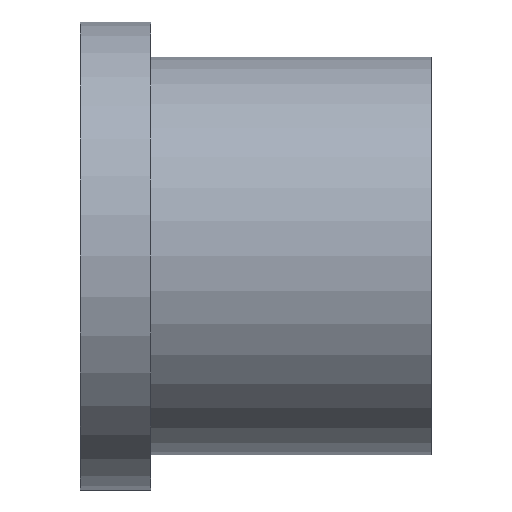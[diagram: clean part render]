
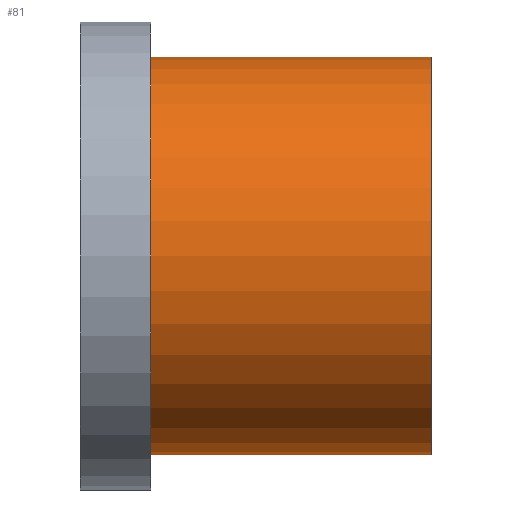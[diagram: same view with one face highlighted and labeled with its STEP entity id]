
A CAD part, front view. The second image highlights one B-rep face of the part: STEP entity #81.
In plain terms, the highlighted cylindrical face has radius 8.5 mm (diameter 17 mm), a partial arc.
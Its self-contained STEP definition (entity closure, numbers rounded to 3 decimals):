
#81 = ADVANCED_FACE ( 'NONE', ( #759 ), #1028, .T. ) ;
#295 = DIRECTION ( 'NONE',  ( 0., 0., 1. ) ) ;
#331 = EDGE_CURVE ( 'NONE', #492, #2350, #850, .T. ) ;
#340 = CARTESIAN_POINT ( 'NONE',  ( -36.703, 0., -8.5 ) ) ;
#492 = VERTEX_POINT ( 'NONE', #910 ) ;
#549 = AXIS2_PLACEMENT_3D ( 'NONE', #1456, #1021, #1246 ) ;
#637 = DIRECTION ( 'NONE',  ( 0., 0., 1. ) ) ;
#759 = FACE_OUTER_BOUND ( 'NONE', #2607, .T. ) ;
#850 = LINE ( 'NONE', #340, #1383 ) ;
#875 = VERTEX_POINT ( 'NONE', #3128 ) ;
#910 = CARTESIAN_POINT ( 'NONE',  ( 7.5, 0., -8.5 ) ) ;
#953 = CIRCLE ( 'NONE', #2732, 8.5 ) ;
#1021 = DIRECTION ( 'NONE',  ( -1., 0., 0. ) ) ;
#1028 = CYLINDRICAL_SURFACE ( 'NONE', #2595, 8.5 ) ;
#1133 = CARTESIAN_POINT ( 'NONE',  ( -4.5, 0., 0. ) ) ;
#1167 = CARTESIAN_POINT ( 'NONE',  ( -36.703, 0., 8.5 ) ) ;
#1246 = DIRECTION ( 'NONE',  ( 0., 0., 1. ) ) ;
#1366 = VECTOR ( 'NONE', #1960, 1000. ) ;
#1383 = VECTOR ( 'NONE', #1522, 1000. ) ;
#1456 = CARTESIAN_POINT ( 'NONE',  ( 7.5, 0., 0. ) ) ;
#1522 = DIRECTION ( 'NONE',  ( -1., 0., 0. ) ) ;
#1691 = EDGE_CURVE ( 'NONE', #492, #875, #1918, .T. ) ;
#1739 = CARTESIAN_POINT ( 'NONE',  ( -4.5, 0., -8.5 ) ) ;
#1801 = CARTESIAN_POINT ( 'NONE',  ( -4.5, 0., 8.5 ) ) ;
#1829 = ORIENTED_EDGE ( 'NONE', *, *, #1691, .T. ) ;
#1885 = EDGE_CURVE ( 'NONE', #2350, #1892, #953, .T. ) ;
#1892 = VERTEX_POINT ( 'NONE', #1801 ) ;
#1918 = CIRCLE ( 'NONE', #549, 8.5 ) ;
#1960 = DIRECTION ( 'NONE',  ( -1., 0., 0. ) ) ;
#2097 = EDGE_CURVE ( 'NONE', #875, #1892, #3122, .T. ) ;
#2324 = ORIENTED_EDGE ( 'NONE', *, *, #1885, .F. ) ;
#2350 = VERTEX_POINT ( 'NONE', #1739 ) ;
#2409 = CARTESIAN_POINT ( 'NONE',  ( -36.703, 0., 0. ) ) ;
#2472 = DIRECTION ( 'NONE',  ( -1., 0., 0. ) ) ;
#2531 = ORIENTED_EDGE ( 'NONE', *, *, #331, .F. ) ;
#2563 = ORIENTED_EDGE ( 'NONE', *, *, #2097, .T. ) ;
#2595 = AXIS2_PLACEMENT_3D ( 'NONE', #2409, #2472, #295 ) ;
#2607 = EDGE_LOOP ( 'NONE', ( #2531, #1829, #2563, #2324 ) ) ;
#2732 = AXIS2_PLACEMENT_3D ( 'NONE', #1133, #3007, #637 ) ;
#3007 = DIRECTION ( 'NONE',  ( -1., 0., 0. ) ) ;
#3122 = LINE ( 'NONE', #1167, #1366 ) ;
#3128 = CARTESIAN_POINT ( 'NONE',  ( 7.5, 0., 8.5 ) ) ;
